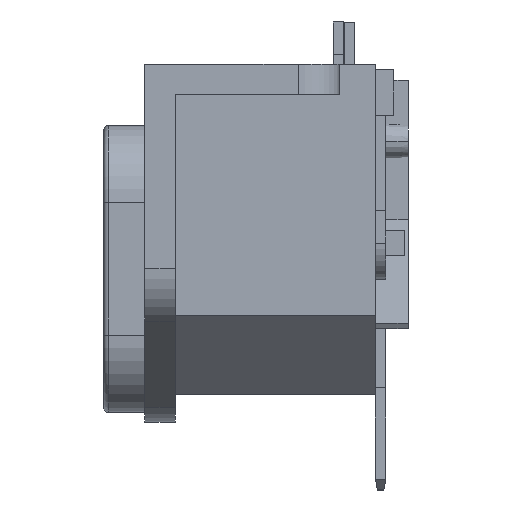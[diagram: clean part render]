
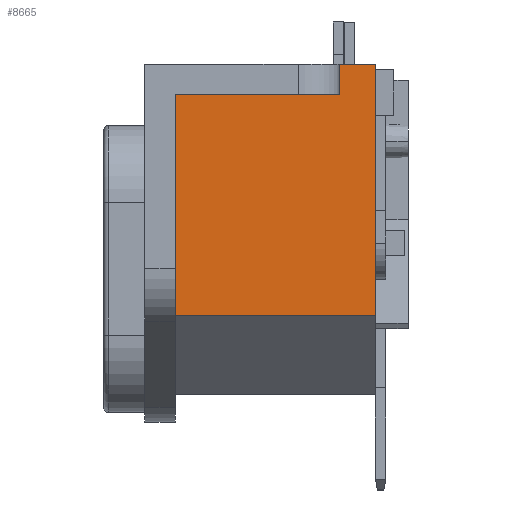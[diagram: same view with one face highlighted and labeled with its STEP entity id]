
A CAD part, left-side view. The second image highlights one B-rep face of the part: STEP entity #8665.
In plain terms, the highlighted planar face has unit normal (-1, 0, 0).
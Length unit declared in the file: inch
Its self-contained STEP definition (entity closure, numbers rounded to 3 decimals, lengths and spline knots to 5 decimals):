
#620 = LINE ( 'NONE', #9584, #687 ) ;
#687 = VECTOR ( 'NONE', #5188, 39.37008 ) ;
#1009 = LINE ( 'NONE', #5582, #4705 ) ;
#1096 = DIRECTION ( 'NONE',  ( 0., 0., 1. ) ) ;
#1269 = CARTESIAN_POINT ( 'NONE',  ( -0.52992, 0., -0.09291 ) ) ;
#1424 = VECTOR ( 'NONE', #8676, 39.37008 ) ;
#1839 = VERTEX_POINT ( 'NONE', #4430 ) ;
#1983 = CARTESIAN_POINT ( 'NONE',  ( -0.52992, -0.61102, -0.76732 ) ) ;
#2016 = EDGE_LOOP ( 'NONE', ( #10416, #9040, #2908, #2988, #10732, #9082 ) ) ;
#2060 = DIRECTION ( 'NONE',  ( 0., -1., 0. ) ) ;
#2651 = CARTESIAN_POINT ( 'NONE',  ( -0.52992, -0.5, 0. ) ) ;
#2845 = CARTESIAN_POINT ( 'NONE',  ( -0.52992, 0., -0.09291 ) ) ;
#2908 = ORIENTED_EDGE ( 'NONE', *, *, #3170, .T. ) ;
#2988 = ORIENTED_EDGE ( 'NONE', *, *, #3263, .T. ) ;
#3170 = EDGE_CURVE ( 'NONE', #7419, #4287, #5602, .T. ) ;
#3263 = EDGE_CURVE ( 'NONE', #4287, #8500, #4245, .T. ) ;
#4008 = EDGE_CURVE ( 'NONE', #8500, #1839, #620, .T. ) ;
#4156 = VECTOR ( 'NONE', #2060, 39.37008 ) ;
#4245 = LINE ( 'NONE', #11284, #1424 ) ;
#4287 = VERTEX_POINT ( 'NONE', #6537 ) ;
#4392 = VERTEX_POINT ( 'NONE', #10512 ) ;
#4430 = CARTESIAN_POINT ( 'NONE',  ( -0.52992, -0.5, -0.09291 ) ) ;
#4705 = VECTOR ( 'NONE', #9134, 39.37008 ) ;
#4716 = DIRECTION ( 'NONE',  ( 0., 0., 1. ) ) ;
#5188 = DIRECTION ( 'NONE',  ( 0., 0., -1. ) ) ;
#5582 = CARTESIAN_POINT ( 'NONE',  ( -0.52992, -0.61102, -0.76732 ) ) ;
#5602 = LINE ( 'NONE', #9151, #8239 ) ;
#5677 = LINE ( 'NONE', #2845, #4156 ) ;
#5701 = EDGE_CURVE ( 'NONE', #7419, #9695, #1009, .T. ) ;
#5891 = DIRECTION ( 'NONE',  ( 0., 0., -1. ) ) ;
#6437 = CARTESIAN_POINT ( 'NONE',  ( -0.52992, 0., -0.76732 ) ) ;
#6537 = CARTESIAN_POINT ( 'NONE',  ( -0.52992, -0.61102, 0. ) ) ;
#6544 = PLANE ( 'NONE',  #11718 ) ;
#6920 = CARTESIAN_POINT ( 'NONE',  ( -0.52992, -0.61102, -0.76732 ) ) ;
#7419 = VERTEX_POINT ( 'NONE', #6920 ) ;
#7758 = VECTOR ( 'NONE', #5891, 39.37008 ) ;
#8210 = EDGE_CURVE ( 'NONE', #4392, #1839, #5677, .T. ) ;
#8239 = VECTOR ( 'NONE', #4716, 39.37008 ) ;
#8328 = FACE_OUTER_BOUND ( 'NONE', #2016, .T. ) ;
#8500 = VERTEX_POINT ( 'NONE', #2651 ) ;
#8665 = ADVANCED_FACE ( 'NONE', ( #8328 ), #6544, .T. ) ;
#8676 = DIRECTION ( 'NONE',  ( 0., 1., 0. ) ) ;
#8769 = EDGE_CURVE ( 'NONE', #4392, #9695, #9395, .T. ) ;
#9040 = ORIENTED_EDGE ( 'NONE', *, *, #5701, .F. ) ;
#9082 = ORIENTED_EDGE ( 'NONE', *, *, #8210, .F. ) ;
#9134 = DIRECTION ( 'NONE',  ( 0., 1., 0. ) ) ;
#9151 = CARTESIAN_POINT ( 'NONE',  ( -0.52992, -0.61102, -0.76732 ) ) ;
#9153 = DIRECTION ( 'NONE',  ( -1., 0., 0. ) ) ;
#9395 = LINE ( 'NONE', #1269, #7758 ) ;
#9584 = CARTESIAN_POINT ( 'NONE',  ( -0.52992, -0.5, 0. ) ) ;
#9695 = VERTEX_POINT ( 'NONE', #6437 ) ;
#10416 = ORIENTED_EDGE ( 'NONE', *, *, #8769, .T. ) ;
#10512 = CARTESIAN_POINT ( 'NONE',  ( -0.52992, 0., -0.09291 ) ) ;
#10732 = ORIENTED_EDGE ( 'NONE', *, *, #4008, .T. ) ;
#11284 = CARTESIAN_POINT ( 'NONE',  ( -0.52992, -0.61102, 0. ) ) ;
#11718 = AXIS2_PLACEMENT_3D ( 'NONE', #1983, #9153, #1096 ) ;
